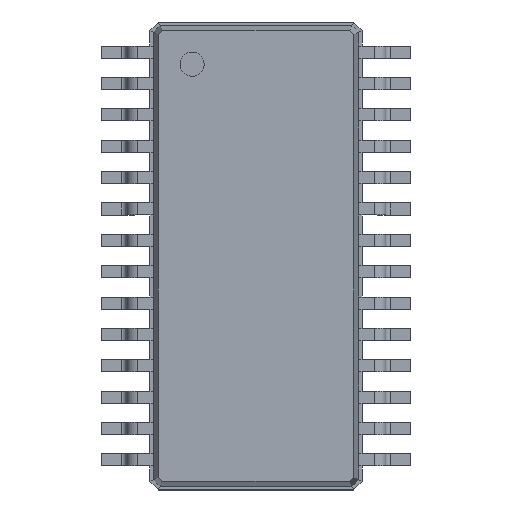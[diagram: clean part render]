
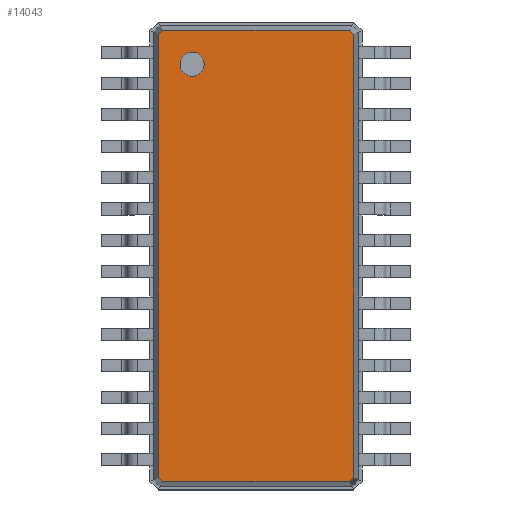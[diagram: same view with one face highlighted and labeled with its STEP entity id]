
A CAD part, top view. The second image highlights one B-rep face of the part: STEP entity #14043.
In plain terms, the highlighted planar face has unit normal (0, 0, 1).
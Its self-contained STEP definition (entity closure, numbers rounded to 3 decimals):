
#9469 = VERTEX_POINT('',#9470);
#9470 = CARTESIAN_POINT('',(1.937,4.674,1.2));
#9475 = EDGE_CURVE('',#9476,#9469,#9478,.T.);
#9476 = VERTEX_POINT('',#9477);
#9477 = CARTESIAN_POINT('',(-1.937,4.674,1.2));
#9478 = LINE('',#9479,#9480);
#9479 = CARTESIAN_POINT('',(-1.937,4.674,1.2));
#9480 = VECTOR('',#9481,1.);
#9481 = DIRECTION('',(1.,0.,0.));
#9498 = EDGE_CURVE('',#9499,#9476,#9501,.T.);
#9499 = VERTEX_POINT('',#9500);
#9500 = CARTESIAN_POINT('',(-2.024,4.587,1.2));
#9501 = LINE('',#9502,#9503);
#9502 = CARTESIAN_POINT('',(-2.024,4.587,1.2));
#9503 = VECTOR('',#9504,1.);
#9504 = DIRECTION('',(0.707,0.707,0.));
#9521 = VERTEX_POINT('',#9522);
#9522 = CARTESIAN_POINT('',(2.024,4.587,1.2));
#9527 = EDGE_CURVE('',#9469,#9521,#9528,.T.);
#9528 = LINE('',#9529,#9530);
#9529 = CARTESIAN_POINT('',(1.937,4.674,1.2));
#9530 = VECTOR('',#9531,1.);
#9531 = DIRECTION('',(0.707,-0.707,0.));
#9642 = EDGE_CURVE('',#9643,#9499,#9645,.T.);
#9643 = VERTEX_POINT('',#9644);
#9644 = CARTESIAN_POINT('',(-2.024,-4.587,1.2));
#9645 = LINE('',#9646,#9647);
#9646 = CARTESIAN_POINT('',(-2.024,-4.587,1.2));
#9647 = VECTOR('',#9648,1.);
#9648 = DIRECTION('',(0.,1.,0.));
#11863 = VERTEX_POINT('',#11864);
#11864 = CARTESIAN_POINT('',(2.024,-4.587,1.2));
#11869 = EDGE_CURVE('',#9521,#11863,#11870,.T.);
#11870 = LINE('',#11871,#11872);
#11871 = CARTESIAN_POINT('',(2.024,4.587,1.2));
#11872 = VECTOR('',#11873,1.);
#11873 = DIRECTION('',(0.,-1.,0.));
#13986 = EDGE_CURVE('',#13987,#9643,#13989,.T.);
#13987 = VERTEX_POINT('',#13988);
#13988 = CARTESIAN_POINT('',(-1.937,-4.674,1.2));
#13989 = LINE('',#13990,#13991);
#13990 = CARTESIAN_POINT('',(-1.937,-4.674,1.2));
#13991 = VECTOR('',#13992,1.);
#13992 = DIRECTION('',(-0.707,0.707,0.));
#14009 = VERTEX_POINT('',#14010);
#14010 = CARTESIAN_POINT('',(1.937,-4.674,1.2));
#14015 = EDGE_CURVE('',#11863,#14009,#14016,.T.);
#14016 = LINE('',#14017,#14018);
#14017 = CARTESIAN_POINT('',(2.024,-4.587,1.2));
#14018 = VECTOR('',#14019,1.);
#14019 = DIRECTION('',(-0.707,-0.707,0.));
#14032 = EDGE_CURVE('',#14009,#13987,#14033,.T.);
#14033 = LINE('',#14034,#14035);
#14034 = CARTESIAN_POINT('',(1.937,-4.674,1.2));
#14035 = VECTOR('',#14036,1.);
#14036 = DIRECTION('',(-1.,0.,0.));
#14043 = ADVANCED_FACE('',(#14044,#14054),#14065,.T.);
#14044 = FACE_BOUND('',#14045,.T.);
#14045 = EDGE_LOOP('',(#14046,#14047,#14048,#14049,#14050,#14051,#14052,
#14053));
#14046 = ORIENTED_EDGE('',*,*,#9475,.F.);
#14047 = ORIENTED_EDGE('',*,*,#9498,.F.);
#14048 = ORIENTED_EDGE('',*,*,#9642,.F.);
#14049 = ORIENTED_EDGE('',*,*,#13986,.F.);
#14050 = ORIENTED_EDGE('',*,*,#14032,.F.);
#14051 = ORIENTED_EDGE('',*,*,#14015,.F.);
#14052 = ORIENTED_EDGE('',*,*,#11869,.F.);
#14053 = ORIENTED_EDGE('',*,*,#9527,.F.);
#14054 = FACE_BOUND('',#14055,.T.);
#14055 = EDGE_LOOP('',(#14056));
#14056 = ORIENTED_EDGE('',*,*,#14057,.F.);
#14057 = EDGE_CURVE('',#14058,#14058,#14060,.T.);
#14058 = VERTEX_POINT('',#14059);
#14059 = CARTESIAN_POINT('',(-1.324,3.724,1.2));
#14060 = CIRCLE('',#14061,0.25);
#14061 = AXIS2_PLACEMENT_3D('',#14062,#14063,#14064);
#14062 = CARTESIAN_POINT('',(-1.324,3.974,1.2));
#14063 = DIRECTION('',(0.,0.,1.));
#14064 = DIRECTION('',(0.,-1.,0.));
#14065 = PLANE('',#14066);
#14066 = AXIS2_PLACEMENT_3D('',#14067,#14068,#14069);
#14067 = CARTESIAN_POINT('',(-1.937,4.674,1.2));
#14068 = DIRECTION('',(0.,0.,1.));
#14069 = DIRECTION('',(0.383,-0.924,0.));
